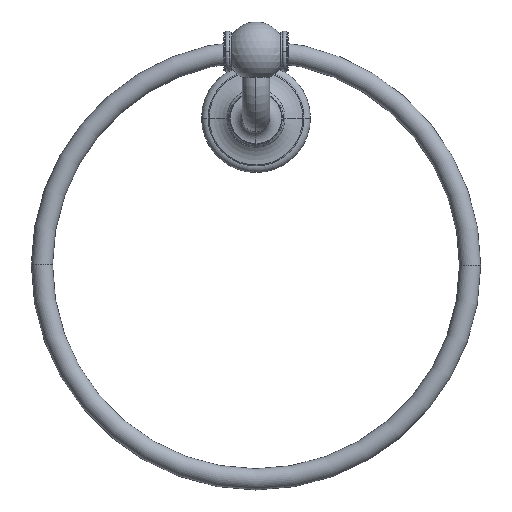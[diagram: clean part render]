
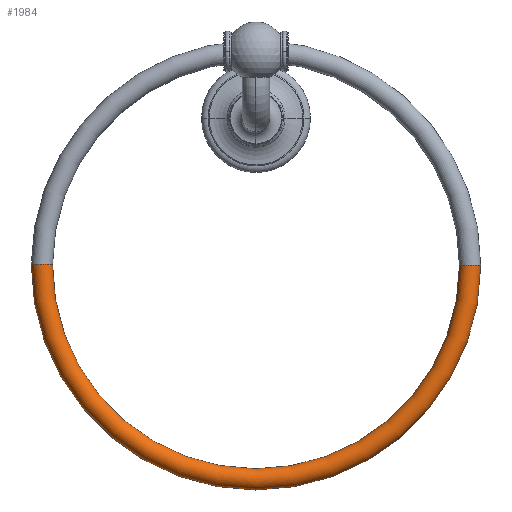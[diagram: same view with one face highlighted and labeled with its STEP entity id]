
A CAD part, top view. The second image highlights one B-rep face of the part: STEP entity #1984.
In plain terms, the highlighted toroidal (fillet/blend) face has major radius 99.949 mm and minor radius 4.953 mm.
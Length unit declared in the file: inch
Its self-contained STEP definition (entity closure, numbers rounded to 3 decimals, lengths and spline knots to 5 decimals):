
#1836=CARTESIAN_POINT('',(-3.93494,-2.68783,
2.70452));
#1837=DIRECTION('',(-0.006,-1.,0.));
#1838=DIRECTION('',(1.,-0.006,0.));
#1839=AXIS2_PLACEMENT_3D('',#1836,#1837,#1838);
#1841=CARTESIAN_POINT('',(0.,-2.7096,2.70452));
#1842=DIRECTION('',(0.,0.,1.));
#1843=DIRECTION('',(-1.,0.006,0.));
#1844=AXIS2_PLACEMENT_3D('',#1841,#1842,#1843);
#1851=CARTESIAN_POINT('',(0.,-2.7096,2.70452));
#1852=DIRECTION('',(0.,0.,1.));
#1853=DIRECTION('',(-1.,0.006,0.));
#1854=AXIS2_PLACEMENT_3D('',#1851,#1852,#1853);
#1856=CARTESIAN_POINT('',(3.935,-2.7096,2.70452));
#1857=DIRECTION('',(0.,1.,0.));
#1858=DIRECTION('',(-1.,0.,0.));
#1859=AXIS2_PLACEMENT_3D('',#1856,#1857,#1858);
#1920=CARTESIAN_POINT('',(-3.73994,-2.68891,
2.70452));
#1921=CARTESIAN_POINT('',(-4.12994,-2.68675,
2.70452));
#1922=VERTEX_POINT('',#1920);
#1923=VERTEX_POINT('',#1921);
#1928=CARTESIAN_POINT('',(3.74,-2.7096,2.70452));
#1929=VERTEX_POINT('',#1928);
#1930=CARTESIAN_POINT('',(4.13,-2.7096,2.70452));
#1931=VERTEX_POINT('',#1930);
#1970=CARTESIAN_POINT('',(0.,-2.7096,2.70452));
#1971=DIRECTION('',(0.,0.,1.));
#1972=DIRECTION('',(1.,-0.006,0.));
#1973=AXIS2_PLACEMENT_3D('',#1970,#1971,#1972);
#1974=TOROIDAL_SURFACE('',#1973,3.935,0.195);
#1975=ORIENTED_EDGE('',*,*,#1949,.F.);
#1977=ORIENTED_EDGE('',*,*,#1976,.T.);
#1979=ORIENTED_EDGE('',*,*,#1978,.T.);
#1981=ORIENTED_EDGE('',*,*,#1980,.F.);
#1982=EDGE_LOOP('',(#1975,#1977,#1979,#1981));
#1983=FACE_OUTER_BOUND('',#1982,.F.);
#1984=ADVANCED_FACE('',(#1983),#1974,.T.);
#1840=CIRCLE('',#1839,0.195);
#1845=CIRCLE('',#1844,3.74);
#1855=CIRCLE('',#1854,4.13);
#1860=CIRCLE('',#1859,0.195);
#1949=EDGE_CURVE('',#1922,#1923,#1840,.T.);
#1976=EDGE_CURVE('',#1922,#1929,#1845,.T.);
#1978=EDGE_CURVE('',#1929,#1931,#1860,.T.);
#1980=EDGE_CURVE('',#1923,#1931,#1855,.T.);
